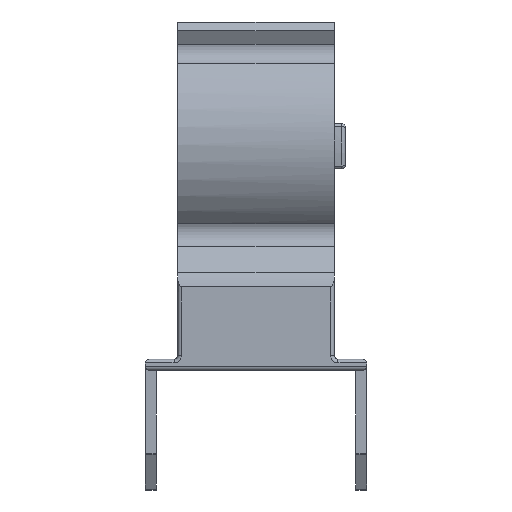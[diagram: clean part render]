
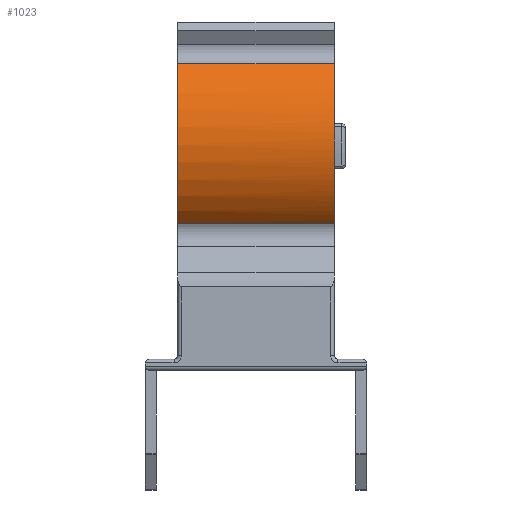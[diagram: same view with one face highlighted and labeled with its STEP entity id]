
A CAD part, front view. The second image highlights one B-rep face of the part: STEP entity #1023.
In plain terms, the highlighted cylindrical face has radius 3.096 mm (diameter 6.192 mm), a partial arc.
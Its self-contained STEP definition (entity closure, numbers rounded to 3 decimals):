
#34 = EDGE_CURVE ( 'NONE', #791, #6033, #1887, .T. ) ;
#791 = VERTEX_POINT ( 'NONE', #2013 ) ;
#808 = EDGE_CURVE ( 'NONE', #809, #791, #2048, .T. ) ;
#809 = VERTEX_POINT ( 'NONE', #2043 ) ;
#1023 = ADVANCED_FACE ( 'NONE', ( #2601 ), #2585, .T. ) ;
#1024 = EDGE_LOOP ( 'NONE', ( #1025, #1027, #1028, #1029 ) ) ;
#1025 = ORIENTED_EDGE ( 'NONE', *, *, #1026, .F. ) ;
#1026 = EDGE_CURVE ( 'NONE', #809, #6035, #2639, .T. ) ;
#1027 = ORIENTED_EDGE ( 'NONE', *, *, #808, .T. ) ;
#1028 = ORIENTED_EDGE ( 'NONE', *, *, #34, .T. ) ;
#1029 = ORIENTED_EDGE ( 'NONE', *, *, #6032, .F. ) ;
#1884 = DIRECTION ( 'NONE',  ( -1., 0., 0. ) ) ;
#1885 = VECTOR ( 'NONE', #1884, 1000. ) ;
#1886 = CARTESIAN_POINT ( 'NONE',  ( -2.159, -2.227, 8.451 ) ) ;
#1887 = LINE ( 'NONE', #1886, #1885 ) ;
#2013 = CARTESIAN_POINT ( 'NONE',  ( 2.159, -2.227, 8.451 ) ) ;
#2043 = CARTESIAN_POINT ( 'NONE',  ( 2.159, -2.108, 4.032 ) ) ;
#2044 = DIRECTION ( 'NONE',  ( 0., 0., 1. ) ) ;
#2045 = DIRECTION ( 'NONE',  ( -1., 0., 0. ) ) ;
#2046 = CARTESIAN_POINT ( 'NONE',  ( 2.159, 0., 6.3 ) ) ;
#2047 = AXIS2_PLACEMENT_3D ( 'NONE', #2046, #2045, #2044 ) ;
#2048 = CIRCLE ( 'NONE', #2047, 3.096 ) ;
#2581 = DIRECTION ( 'NONE',  ( 0., 0., 1. ) ) ;
#2582 = DIRECTION ( 'NONE',  ( -1., 0., 0. ) ) ;
#2583 = CARTESIAN_POINT ( 'NONE',  ( -2.159, 0., 6.3 ) ) ;
#2584 = AXIS2_PLACEMENT_3D ( 'NONE', #2583, #2582, #2581 ) ;
#2585 = CYLINDRICAL_SURFACE ( 'NONE', #2584, 3.096 ) ;
#2601 = FACE_OUTER_BOUND ( 'NONE', #1024, .T. ) ;
#2636 = DIRECTION ( 'NONE',  ( -1., 0., 0. ) ) ;
#2637 = VECTOR ( 'NONE', #2636, 1000. ) ;
#2638 = CARTESIAN_POINT ( 'NONE',  ( -2.159, -2.108, 4.032 ) ) ;
#2639 = LINE ( 'NONE', #2638, #2637 ) ;
#5557 = CIRCLE ( 'NONE', #5617, 3.096 ) ;
#5612 = CARTESIAN_POINT ( 'NONE',  ( -2.159, -2.108, 4.032 ) ) ;
#5613 = CARTESIAN_POINT ( 'NONE',  ( -2.159, -2.227, 8.451 ) ) ;
#5614 = DIRECTION ( 'NONE',  ( 0., 0., 1. ) ) ;
#5615 = DIRECTION ( 'NONE',  ( -1., 0., 0. ) ) ;
#5616 = CARTESIAN_POINT ( 'NONE',  ( -2.159, 0., 6.3 ) ) ;
#5617 = AXIS2_PLACEMENT_3D ( 'NONE', #5616, #5615, #5614 ) ;
#6032 = EDGE_CURVE ( 'NONE', #6035, #6033, #5557, .T. ) ;
#6033 = VERTEX_POINT ( 'NONE', #5613 ) ;
#6035 = VERTEX_POINT ( 'NONE', #5612 ) ;
